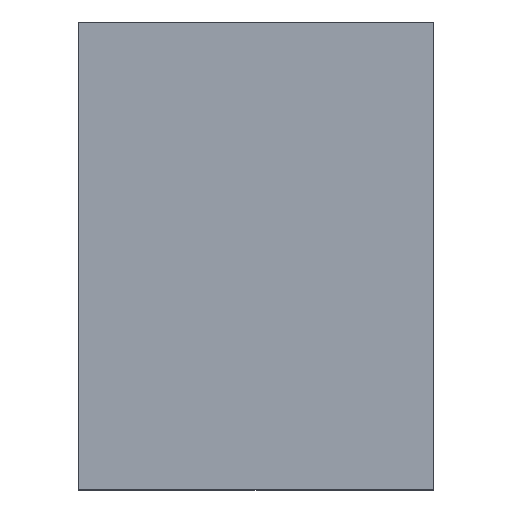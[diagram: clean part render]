
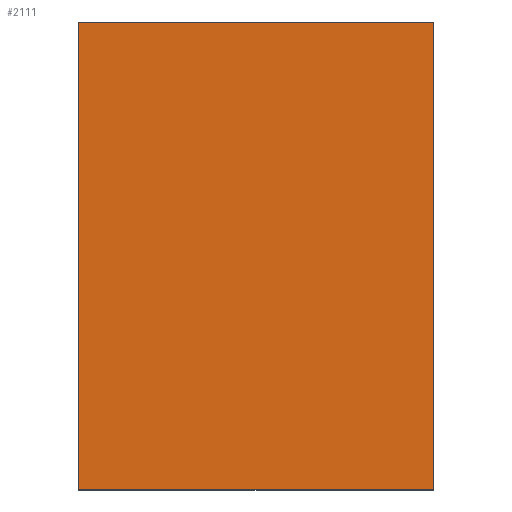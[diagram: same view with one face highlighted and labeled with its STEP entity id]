
A CAD part, top view. The second image highlights one B-rep face of the part: STEP entity #2111.
In plain terms, the highlighted planar face has unit normal (0, 0, 1).
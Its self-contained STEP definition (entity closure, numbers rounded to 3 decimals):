
#67 = ORIENTED_EDGE ( 'NONE', *, *, #427, .T. ) ;
#181 = FACE_OUTER_BOUND ( 'NONE', #2605, .T. ) ;
#196 = VERTEX_POINT ( 'NONE', #1640 ) ;
#313 = ORIENTED_EDGE ( 'NONE', *, *, #2244, .F. ) ;
#427 = EDGE_CURVE ( 'NONE', #721, #2238, #2397, .T. ) ;
#474 = VECTOR ( 'NONE', #1198, 1000. ) ;
#569 = LINE ( 'NONE', #1557, #474 ) ;
#580 = DIRECTION ( 'NONE',  ( -1., 0., 0. ) ) ;
#642 = LINE ( 'NONE', #1444, #2375 ) ;
#721 = VERTEX_POINT ( 'NONE', #2341 ) ;
#781 = CARTESIAN_POINT ( 'NONE',  ( -8., 0., 13.55 ) ) ;
#950 = DIRECTION ( 'NONE',  ( 0., 0., -1. ) ) ;
#981 = CARTESIAN_POINT ( 'NONE',  ( -8., 0., 13.55 ) ) ;
#992 = PLANE ( 'NONE',  #2456 ) ;
#1198 = DIRECTION ( 'NONE',  ( -1., 0., 0. ) ) ;
#1365 = ORIENTED_EDGE ( 'NONE', *, *, #1768, .T. ) ;
#1444 = CARTESIAN_POINT ( 'NONE',  ( 8., 0., 13.55 ) ) ;
#1557 = CARTESIAN_POINT ( 'NONE',  ( -8., 21.1, 13.55 ) ) ;
#1609 = LINE ( 'NONE', #781, #2119 ) ;
#1640 = CARTESIAN_POINT ( 'NONE',  ( 8., 0., 13.55 ) ) ;
#1758 = ORIENTED_EDGE ( 'NONE', *, *, #2469, .T. ) ;
#1768 = EDGE_CURVE ( 'NONE', #2221, #721, #569, .T. ) ;
#1801 = CARTESIAN_POINT ( 'NONE',  ( 0., 0., 13.55 ) ) ;
#1949 = DIRECTION ( 'NONE',  ( 0., -1., 0. ) ) ;
#2111 = ADVANCED_FACE ( 'NONE', ( #181 ), #992, .F. ) ;
#2119 = VECTOR ( 'NONE', #2594, 1000. ) ;
#2221 = VERTEX_POINT ( 'NONE', #2402 ) ;
#2238 = VERTEX_POINT ( 'NONE', #2441 ) ;
#2244 = EDGE_CURVE ( 'NONE', #2221, #196, #642, .T. ) ;
#2341 = CARTESIAN_POINT ( 'NONE',  ( -8., 21.1, 13.55 ) ) ;
#2375 = VECTOR ( 'NONE', #2470, 1000. ) ;
#2397 = LINE ( 'NONE', #981, #2486 ) ;
#2402 = CARTESIAN_POINT ( 'NONE',  ( 8., 21.1, 13.55 ) ) ;
#2441 = CARTESIAN_POINT ( 'NONE',  ( -8., 0., 13.55 ) ) ;
#2456 = AXIS2_PLACEMENT_3D ( 'NONE', #1801, #950, #580 ) ;
#2469 = EDGE_CURVE ( 'NONE', #2238, #196, #1609, .T. ) ;
#2470 = DIRECTION ( 'NONE',  ( 0., -1., 0. ) ) ;
#2486 = VECTOR ( 'NONE', #1949, 1000. ) ;
#2594 = DIRECTION ( 'NONE',  ( 1., 0., 0. ) ) ;
#2605 = EDGE_LOOP ( 'NONE', ( #67, #1758, #313, #1365 ) ) ;
